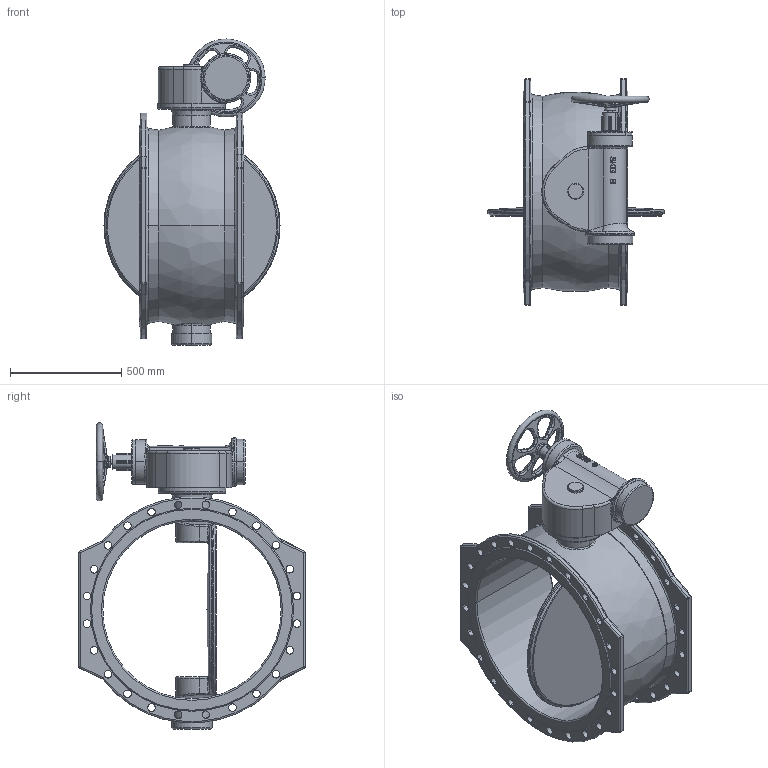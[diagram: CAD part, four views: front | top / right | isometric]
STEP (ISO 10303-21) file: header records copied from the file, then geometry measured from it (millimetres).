
FILE_DESCRIPTION((''),'2;1');
FILE_NAME('0D231070_ASM','2014-12-12T',('jgrossmann'),(''),'PRO/ENGINEER BY PARAMETRIC TECHNOLOGY CORPORATION, 2010040','PRO/ENGINEER BY PARAMETRIC TECHNOLOGY CORPORATION, 2010040','');
FILE_SCHEMA(('AUTOMOTIVE_DESIGN_CC2 { 1 2 10303 214 -1 1 5 2 }'));
Products named in the file (6): F0D231268; M0D231268; NET_SKG_8; NET_LAGERNABE_SKG_8; 350_25_NABENLOCH; 0D231070_ASM
Assembly tree (5 placements, depth 2):
  0D231070_ASM
    F0D231268
    M0D231268
    NET_SKG_8
    NET_LAGERNABE_SKG_8
    350_25_NABENLOCH
Bounding box: 790 x 1015 x 1373 mm (x, y, z)
Volume: 115421408.2 mm3; surface area: 5900697.7 mm2
Topology: 5 solids, 5 shells, 1252 faces, 3257 edges, 2051 vertices
Faces by surface type: plane 663, cylinder 279, torus 132, bspline 126, sphere 34, cone 18
Entity records: 57576 total; most frequent: CARTESIAN_POINT 16840, ORIENTED_EDGE 6510, DIRECTION 5813, EDGE_CURVE 3255, PRESENTATION_STYLE_ASSIGNMENT 3240, STYLED_ITEM 3200, CURVE_STYLE 3149, AXIS2_PLACEMENT_3D 2125
